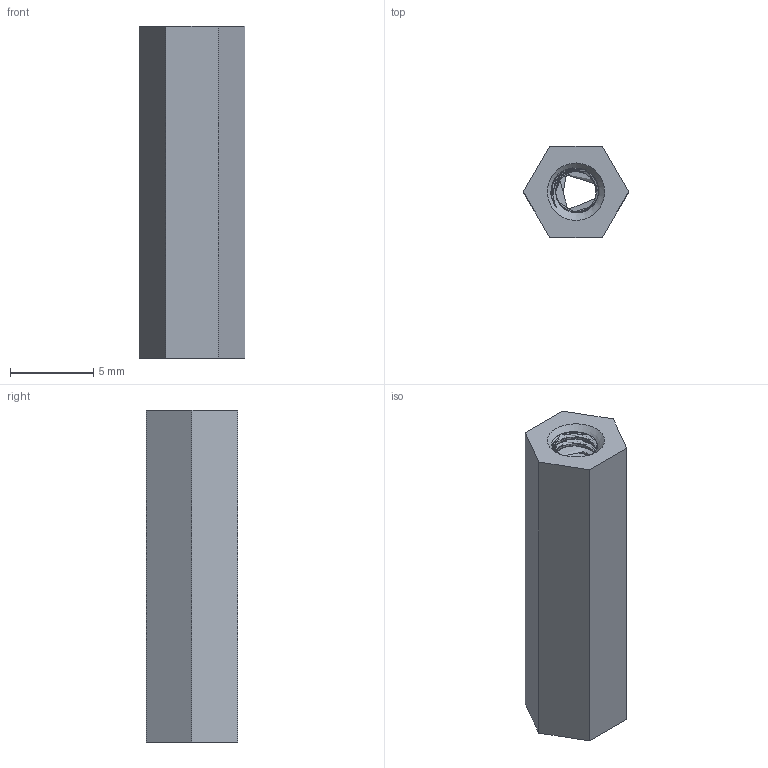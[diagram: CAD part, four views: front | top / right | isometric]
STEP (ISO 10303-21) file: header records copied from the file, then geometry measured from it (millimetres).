
FILE_DESCRIPTION(('STEP AP203'), '1');
FILE_NAME('hex spacer standoff nut_M3 L20', '', ('UNSPECIFIED'), ('UNSPECIFIED'), 'ASCON STEP Converter 1.6', 'ASCON Math Kernel', '');
FILE_SCHEMA(('CONFIG_CONTROL_DESIGN'));
Length unit declared in the file: millimetre
Bounding box: 6.35 x 5.5 x 20 mm (x, y, z)
Volume: 406.8 mm3; surface area: 696.7 mm2
Topology: 1 solids, 1 shells, 45 faces, 130 edges, 88 vertices
Faces by surface type: cylinder 32, plane 8, bspline 3, cone 2
Entity records: 29034 total; most frequent: CARTESIAN_POINT 27600, ORIENTED_EDGE 254, DIRECTION 143, EDGE_CURVE 127, VERTEX_POINT 86, B_SPLINE_CURVE_WITH_KNOTS 75, EDGE_LOOP 49, LINE 49
